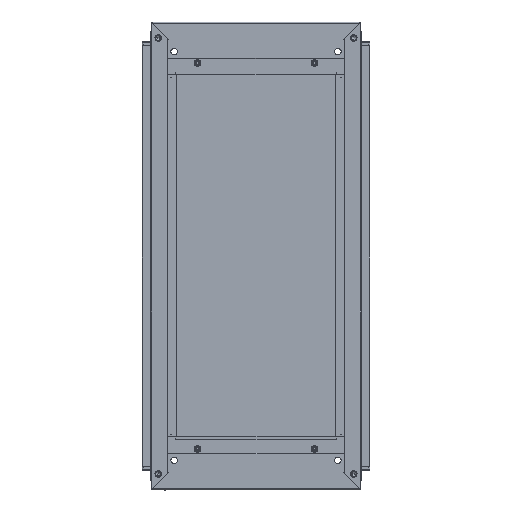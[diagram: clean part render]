
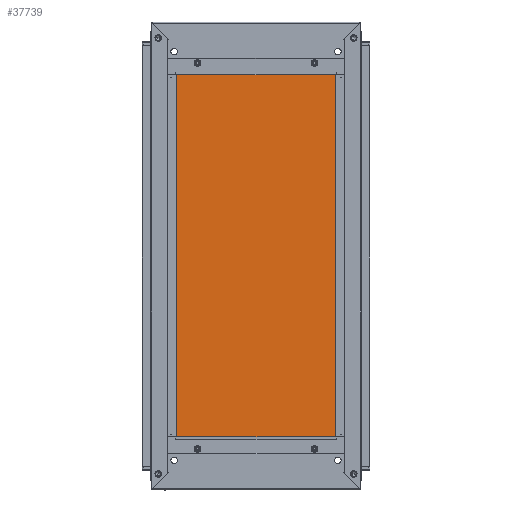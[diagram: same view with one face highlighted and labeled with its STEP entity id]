
A CAD part, top view. The second image highlights one B-rep face of the part: STEP entity #37739.
In plain terms, the highlighted planar face has unit normal (0, 0, 1).
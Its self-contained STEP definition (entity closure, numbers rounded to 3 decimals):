
#12222 = CARTESIAN_POINT ( 'NONE',  ( -400., 190., 0. ) ) ;
#12225 = CARTESIAN_POINT ( 'NONE',  ( -400., -190., 0. ) ) ;
#12236 = CARTESIAN_POINT ( 'NONE',  ( 400., 190., 0. ) ) ;
#12244 = CARTESIAN_POINT ( 'NONE',  ( 400., -190., 0. ) ) ;
#19998 = ORIENTED_EDGE ( 'NONE', *, *, #67386, .T. ) ;
#19999 = ORIENTED_EDGE ( 'NONE', *, *, #67398, .T. ) ;
#20000 = ORIENTED_EDGE ( 'NONE', *, *, #67395, .T. ) ;
#20001 = ORIENTED_EDGE ( 'NONE', *, *, #67392, .T. ) ;
#24836 = EDGE_LOOP ( 'NONE', ( #19998, #19999, #20000, #20001 ) ) ;
#31655 = VERTEX_POINT ( 'NONE', #12222 ) ;
#31657 = VERTEX_POINT ( 'NONE', #12225 ) ;
#31663 = VERTEX_POINT ( 'NONE', #12236 ) ;
#31667 = VERTEX_POINT ( 'NONE', #12244 ) ;
#37739 = ADVANCED_FACE ( 'NONE', ( #43236 ), #46643, .T. ) ;
#43236 = FACE_OUTER_BOUND ( 'NONE', #24836, .T. ) ;
#46638 = CARTESIAN_POINT ( 'NONE',  ( -400., -190., 0. ) ) ;
#46643 = PLANE ( 'NONE',  #49334 ) ;
#46648 = DIRECTION ( 'NONE',  ( 0., 0., 1. ) ) ;
#46649 = DIRECTION ( 'NONE',  ( 1., 0., 0. ) ) ;
#49334 = AXIS2_PLACEMENT_3D ( 'NONE', #46638, #46648, #46649 ) ;
#63944 = LINE ( 'NONE', #65761, #63957 ) ;
#63957 = VECTOR ( 'NONE', #65787, 1000. ) ;
#63969 = LINE ( 'NONE', #65813, #63970 ) ;
#63970 = VECTOR ( 'NONE', #65815, 1000. ) ;
#63974 = LINE ( 'NONE', #65828, #63975 ) ;
#63975 = VECTOR ( 'NONE', #65830, 1000. ) ;
#63979 = LINE ( 'NONE', #65844, #63980 ) ;
#63980 = VECTOR ( 'NONE', #65846, 1000. ) ;
#65761 = CARTESIAN_POINT ( 'NONE',  ( -400., 190., 0. ) ) ;
#65787 = DIRECTION ( 'NONE',  ( 0., -1., 0. ) ) ;
#65813 = CARTESIAN_POINT ( 'NONE',  ( -400., 190., 0. ) ) ;
#65815 = DIRECTION ( 'NONE',  ( -1., 0., 0. ) ) ;
#65828 = CARTESIAN_POINT ( 'NONE',  ( 400., 190., 0. ) ) ;
#65830 = DIRECTION ( 'NONE',  ( 0., 1., 0. ) ) ;
#65844 = CARTESIAN_POINT ( 'NONE',  ( -400., -190., 0. ) ) ;
#65846 = DIRECTION ( 'NONE',  ( 1., 0., 0. ) ) ;
#67386 = EDGE_CURVE ( 'NONE', #31655, #31657, #63944, .T. ) ;
#67392 = EDGE_CURVE ( 'NONE', #31663, #31655, #63969, .T. ) ;
#67395 = EDGE_CURVE ( 'NONE', #31667, #31663, #63974, .T. ) ;
#67398 = EDGE_CURVE ( 'NONE', #31657, #31667, #63979, .T. ) ;
